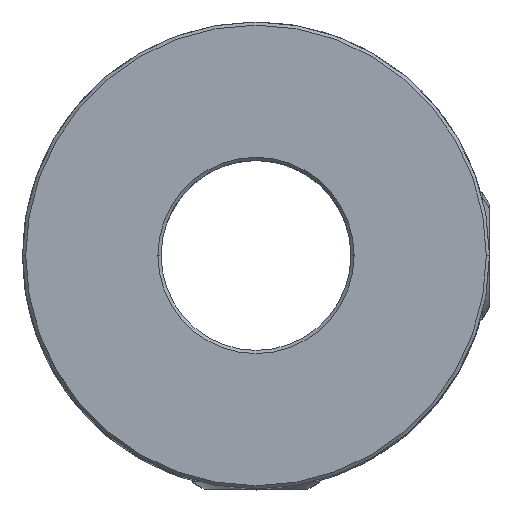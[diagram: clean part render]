
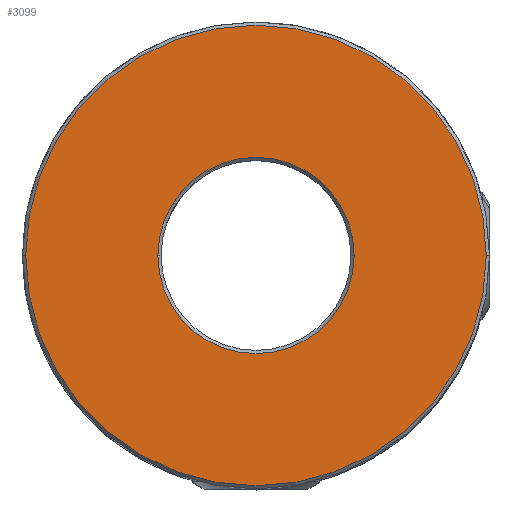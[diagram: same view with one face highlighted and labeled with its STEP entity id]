
A CAD part, top view. The second image highlights one B-rep face of the part: STEP entity #3099.
In plain terms, the highlighted planar face has unit normal (0, 0, 1).
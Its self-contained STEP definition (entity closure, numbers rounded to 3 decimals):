
#42 = DIRECTION ( 'NONE',  ( 1., 0., 0. ) ) ;
#105 = VERTEX_POINT ( 'NONE', #2201 ) ;
#157 = CARTESIAN_POINT ( 'NONE',  ( -3.1, 0., 20. ) ) ;
#448 = EDGE_LOOP ( 'NONE', ( #620, #4106 ) ) ;
#456 = DIRECTION ( 'NONE',  ( 1., 0., 0. ) ) ;
#519 = EDGE_CURVE ( 'NONE', #105, #1762, #2245, .T. ) ;
#620 = ORIENTED_EDGE ( 'NONE', *, *, #677, .T. ) ;
#677 = EDGE_CURVE ( 'NONE', #2210, #3406, #2682, .T. ) ;
#798 = CARTESIAN_POINT ( 'NONE',  ( 0., 0., 20. ) ) ;
#921 = CARTESIAN_POINT ( 'NONE',  ( 0., 0., 20. ) ) ;
#1000 = DIRECTION ( 'NONE',  ( 0., 0., 1. ) ) ;
#1083 = PLANE ( 'NONE',  #2226 ) ;
#1109 = CARTESIAN_POINT ( 'NONE',  ( 0., 0., 20. ) ) ;
#1146 = CARTESIAN_POINT ( 'NONE',  ( -7.275, 0., 20. ) ) ;
#1357 = CARTESIAN_POINT ( 'NONE',  ( 3.1, 0., 20. ) ) ;
#1432 = EDGE_LOOP ( 'NONE', ( #1613, #2075 ) ) ;
#1498 = DIRECTION ( 'NONE',  ( 1., 0., 0. ) ) ;
#1511 = AXIS2_PLACEMENT_3D ( 'NONE', #2057, #1000, #3095 ) ;
#1613 = ORIENTED_EDGE ( 'NONE', *, *, #2531, .T. ) ;
#1762 = VERTEX_POINT ( 'NONE', #1146 ) ;
#1769 = CIRCLE ( 'NONE', #2136, 7.275 ) ;
#2057 = CARTESIAN_POINT ( 'NONE',  ( 0., 0., 20. ) ) ;
#2071 = AXIS2_PLACEMENT_3D ( 'NONE', #921, #4035, #4394 ) ;
#2075 = ORIENTED_EDGE ( 'NONE', *, *, #519, .T. ) ;
#2136 = AXIS2_PLACEMENT_3D ( 'NONE', #798, #2191, #1498 ) ;
#2139 = DIRECTION ( 'NONE',  ( 0., 0., 1. ) ) ;
#2191 = DIRECTION ( 'NONE',  ( 0., 0., 1. ) ) ;
#2198 = FACE_BOUND ( 'NONE', #448, .T. ) ;
#2201 = CARTESIAN_POINT ( 'NONE',  ( 7.275, 0., 20. ) ) ;
#2210 = VERTEX_POINT ( 'NONE', #1357 ) ;
#2226 = AXIS2_PLACEMENT_3D ( 'NONE', #1109, #2139, #456 ) ;
#2245 = CIRCLE ( 'NONE', #1511, 7.275 ) ;
#2390 = AXIS2_PLACEMENT_3D ( 'NONE', #3216, #2582, #42 ) ;
#2531 = EDGE_CURVE ( 'NONE', #1762, #105, #1769, .T. ) ;
#2582 = DIRECTION ( 'NONE',  ( 0., 0., -1. ) ) ;
#2682 = CIRCLE ( 'NONE', #2390, 3.1 ) ;
#3095 = DIRECTION ( 'NONE',  ( 1., 0., 0. ) ) ;
#3099 = ADVANCED_FACE ( 'NONE', ( #2198, #4293 ), #1083, .T. ) ;
#3216 = CARTESIAN_POINT ( 'NONE',  ( 0., 0., 20. ) ) ;
#3406 = VERTEX_POINT ( 'NONE', #157 ) ;
#3849 = CIRCLE ( 'NONE', #2071, 3.1 ) ;
#4035 = DIRECTION ( 'NONE',  ( 0., 0., -1. ) ) ;
#4106 = ORIENTED_EDGE ( 'NONE', *, *, #4487, .T. ) ;
#4293 = FACE_OUTER_BOUND ( 'NONE', #1432, .T. ) ;
#4394 = DIRECTION ( 'NONE',  ( 1., 0., 0. ) ) ;
#4487 = EDGE_CURVE ( 'NONE', #3406, #2210, #3849, .T. ) ;
